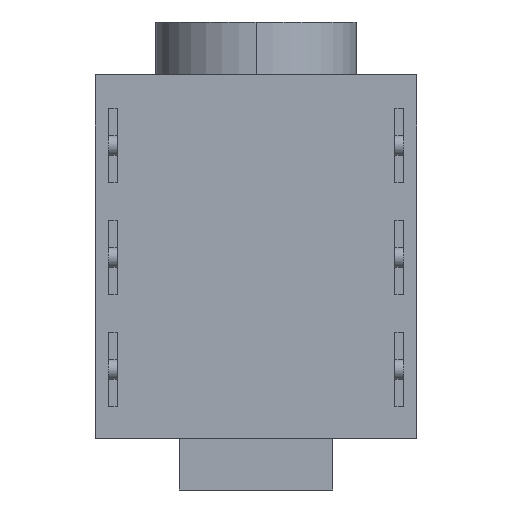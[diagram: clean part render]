
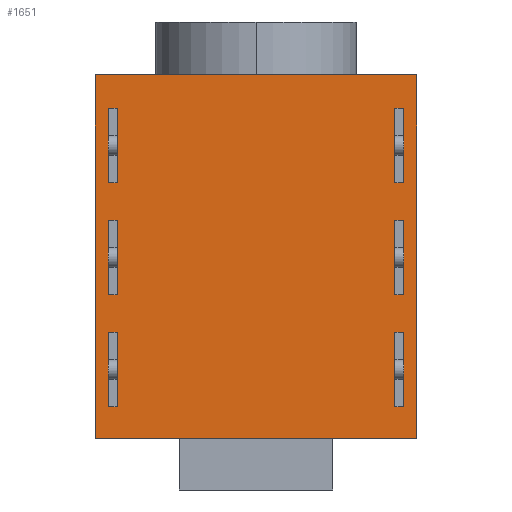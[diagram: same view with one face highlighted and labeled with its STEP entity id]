
A CAD part, front view. The second image highlights one B-rep face of the part: STEP entity #1651.
In plain terms, the highlighted planar face has unit normal (0, -1, 0).
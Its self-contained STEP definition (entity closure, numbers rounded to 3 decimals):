
#230=DIRECTION('',(1.,0.,0.));
#231=VECTOR('',#230,18.2);
#232=CARTESIAN_POINT('',(-9.1,0.22,0.));
#233=LINE('',#232,#231);
#328=DIRECTION('',(0.,0.,-1.));
#329=VECTOR('',#328,20.61);
#330=CARTESIAN_POINT('',(9.1,0.22,0.));
#331=LINE('',#330,#329);
#360=DIRECTION('',(0.,0.,-1.));
#361=VECTOR('',#360,20.61);
#362=CARTESIAN_POINT('',(-9.1,0.22,0.));
#363=LINE('',#362,#361);
#364=DIRECTION('',(0.,0.,-1.));
#365=VECTOR('',#364,4.2);
#366=CARTESIAN_POINT('',(7.865,0.22,-1.9));
#367=LINE('',#366,#365);
#368=DIRECTION('',(1.,0.,0.));
#369=VECTOR('',#368,0.5);
#370=CARTESIAN_POINT('',(7.865,0.22,-6.1));
#371=LINE('',#370,#369);
#372=DIRECTION('',(0.,0.,1.));
#373=VECTOR('',#372,4.2);
#374=CARTESIAN_POINT('',(8.365,0.22,-6.1));
#375=LINE('',#374,#373);
#376=DIRECTION('',(-1.,0.,0.));
#377=VECTOR('',#376,0.5);
#378=CARTESIAN_POINT('',(8.365,0.22,-1.9));
#379=LINE('',#378,#377);
#380=DIRECTION('',(0.,0.,-1.));
#381=VECTOR('',#380,4.2);
#382=CARTESIAN_POINT('',(7.865,0.22,-8.25));
#383=LINE('',#382,#381);
#384=DIRECTION('',(1.,0.,0.));
#385=VECTOR('',#384,0.5);
#386=CARTESIAN_POINT('',(7.865,0.22,-12.45));
#387=LINE('',#386,#385);
#388=DIRECTION('',(0.,0.,1.));
#389=VECTOR('',#388,4.2);
#390=CARTESIAN_POINT('',(8.365,0.22,-12.45));
#391=LINE('',#390,#389);
#392=DIRECTION('',(-1.,0.,0.));
#393=VECTOR('',#392,0.5);
#394=CARTESIAN_POINT('',(8.365,0.22,-8.25));
#395=LINE('',#394,#393);
#396=DIRECTION('',(0.,0.,-1.));
#397=VECTOR('',#396,4.2);
#398=CARTESIAN_POINT('',(7.865,0.22,-14.6));
#399=LINE('',#398,#397);
#400=DIRECTION('',(1.,0.,0.));
#401=VECTOR('',#400,0.5);
#402=CARTESIAN_POINT('',(7.865,0.22,-18.8));
#403=LINE('',#402,#401);
#404=DIRECTION('',(0.,0.,1.));
#405=VECTOR('',#404,4.2);
#406=CARTESIAN_POINT('',(8.365,0.22,-18.8));
#407=LINE('',#406,#405);
#408=DIRECTION('',(-1.,0.,0.));
#409=VECTOR('',#408,0.5);
#410=CARTESIAN_POINT('',(8.365,0.22,-14.6));
#411=LINE('',#410,#409);
#412=DIRECTION('',(-1.,0.,0.));
#413=VECTOR('',#412,0.5);
#414=CARTESIAN_POINT('',(-7.865,0.22,-1.9));
#415=LINE('',#414,#413);
#416=DIRECTION('',(0.,0.,-1.));
#417=VECTOR('',#416,4.2);
#418=CARTESIAN_POINT('',(-8.365,0.22,-1.9));
#419=LINE('',#418,#417);
#420=DIRECTION('',(1.,0.,0.));
#421=VECTOR('',#420,0.5);
#422=CARTESIAN_POINT('',(-8.365,0.22,-6.1));
#423=LINE('',#422,#421);
#424=DIRECTION('',(0.,0.,1.));
#425=VECTOR('',#424,4.2);
#426=CARTESIAN_POINT('',(-7.865,0.22,-6.1));
#427=LINE('',#426,#425);
#428=DIRECTION('',(-1.,0.,0.));
#429=VECTOR('',#428,0.5);
#430=CARTESIAN_POINT('',(-7.865,0.22,-8.25));
#431=LINE('',#430,#429);
#432=DIRECTION('',(0.,0.,-1.));
#433=VECTOR('',#432,4.2);
#434=CARTESIAN_POINT('',(-8.365,0.22,-8.25));
#435=LINE('',#434,#433);
#436=DIRECTION('',(1.,0.,0.));
#437=VECTOR('',#436,0.5);
#438=CARTESIAN_POINT('',(-8.365,0.22,-12.45));
#439=LINE('',#438,#437);
#440=DIRECTION('',(0.,0.,1.));
#441=VECTOR('',#440,4.2);
#442=CARTESIAN_POINT('',(-7.865,0.22,-12.45));
#443=LINE('',#442,#441);
#444=DIRECTION('',(-1.,0.,0.));
#445=VECTOR('',#444,0.5);
#446=CARTESIAN_POINT('',(-7.865,0.22,-14.6));
#447=LINE('',#446,#445);
#448=DIRECTION('',(0.,0.,-1.));
#449=VECTOR('',#448,4.2);
#450=CARTESIAN_POINT('',(-8.365,0.22,-14.6));
#451=LINE('',#450,#449);
#452=DIRECTION('',(1.,0.,0.));
#453=VECTOR('',#452,0.5);
#454=CARTESIAN_POINT('',(-8.365,0.22,-18.8));
#455=LINE('',#454,#453);
#456=DIRECTION('',(0.,0.,1.));
#457=VECTOR('',#456,4.2);
#458=CARTESIAN_POINT('',(-7.865,0.22,-18.8));
#459=LINE('',#458,#457);
#510=DIRECTION('',(1.,0.,0.));
#511=VECTOR('',#510,18.2);
#512=CARTESIAN_POINT('',(-9.1,0.22,-20.61));
#513=LINE('',#512,#511);
#1074=CARTESIAN_POINT('',(9.1,0.22,0.));
#1076=VERTEX_POINT('',#1074);
#1079=CARTESIAN_POINT('',(-9.1,0.22,0.));
#1081=VERTEX_POINT('',#1079);
#1082=CARTESIAN_POINT('',(9.1,0.22,-20.61));
#1084=VERTEX_POINT('',#1082);
#1087=CARTESIAN_POINT('',(-9.1,0.22,-20.61));
#1089=VERTEX_POINT('',#1087);
#1152=CARTESIAN_POINT('',(7.865,0.22,-1.9));
#1153=CARTESIAN_POINT('',(7.865,0.22,-6.1));
#1154=VERTEX_POINT('',#1152);
#1155=VERTEX_POINT('',#1153);
#1156=CARTESIAN_POINT('',(8.365,0.22,-6.1));
#1157=VERTEX_POINT('',#1156);
#1158=CARTESIAN_POINT('',(8.365,0.22,-1.9));
#1159=VERTEX_POINT('',#1158);
#1160=CARTESIAN_POINT('',(7.865,0.22,-8.25));
#1161=CARTESIAN_POINT('',(7.865,0.22,-12.45));
#1162=VERTEX_POINT('',#1160);
#1163=VERTEX_POINT('',#1161);
#1164=CARTESIAN_POINT('',(8.365,0.22,-12.45));
#1165=VERTEX_POINT('',#1164);
#1166=CARTESIAN_POINT('',(8.365,0.22,-8.25));
#1167=VERTEX_POINT('',#1166);
#1168=CARTESIAN_POINT('',(7.865,0.22,-14.6));
#1169=CARTESIAN_POINT('',(7.865,0.22,-18.8));
#1170=VERTEX_POINT('',#1168);
#1171=VERTEX_POINT('',#1169);
#1172=CARTESIAN_POINT('',(8.365,0.22,-18.8));
#1173=VERTEX_POINT('',#1172);
#1174=CARTESIAN_POINT('',(8.365,0.22,-14.6));
#1175=VERTEX_POINT('',#1174);
#1176=CARTESIAN_POINT('',(-7.865,0.22,-1.9));
#1177=CARTESIAN_POINT('',(-8.365,0.22,-1.9));
#1178=VERTEX_POINT('',#1176);
#1179=VERTEX_POINT('',#1177);
#1180=CARTESIAN_POINT('',(-8.365,0.22,-6.1));
#1181=VERTEX_POINT('',#1180);
#1182=CARTESIAN_POINT('',(-7.865,0.22,-6.1));
#1183=VERTEX_POINT('',#1182);
#1184=CARTESIAN_POINT('',(-7.865,0.22,-8.25));
#1185=CARTESIAN_POINT('',(-8.365,0.22,-8.25));
#1186=VERTEX_POINT('',#1184);
#1187=VERTEX_POINT('',#1185);
#1188=CARTESIAN_POINT('',(-8.365,0.22,-12.45));
#1189=VERTEX_POINT('',#1188);
#1190=CARTESIAN_POINT('',(-7.865,0.22,-12.45));
#1191=VERTEX_POINT('',#1190);
#1192=CARTESIAN_POINT('',(-7.865,0.22,-14.6));
#1193=CARTESIAN_POINT('',(-8.365,0.22,-14.6));
#1194=VERTEX_POINT('',#1192);
#1195=VERTEX_POINT('',#1193);
#1196=CARTESIAN_POINT('',(-8.365,0.22,-18.8));
#1197=VERTEX_POINT('',#1196);
#1198=CARTESIAN_POINT('',(-7.865,0.22,-18.8));
#1199=VERTEX_POINT('',#1198);
#1579=CARTESIAN_POINT('',(-9.1,0.22,0.));
#1580=DIRECTION('',(0.,-1.,0.));
#1581=DIRECTION('',(1.,0.,0.));
#1582=AXIS2_PLACEMENT_3D('',#1579,#1580,#1581);
#1583=PLANE('',#1582);
#1584=ORIENTED_EDGE('',*,*,#1359,.T.);
#1585=ORIENTED_EDGE('',*,*,#1476,.T.);
#1587=ORIENTED_EDGE('',*,*,#1586,.F.);
#1588=ORIENTED_EDGE('',*,*,#1571,.F.);
#1589=EDGE_LOOP('',(#1584,#1585,#1587,#1588));
#1590=FACE_OUTER_BOUND('',#1589,.F.);
#1592=ORIENTED_EDGE('',*,*,#1591,.T.);
#1594=ORIENTED_EDGE('',*,*,#1593,.T.);
#1596=ORIENTED_EDGE('',*,*,#1595,.T.);
#1598=ORIENTED_EDGE('',*,*,#1597,.T.);
#1599=EDGE_LOOP('',(#1592,#1594,#1596,#1598));
#1600=FACE_BOUND('',#1599,.F.);
#1602=ORIENTED_EDGE('',*,*,#1601,.T.);
#1604=ORIENTED_EDGE('',*,*,#1603,.T.);
#1606=ORIENTED_EDGE('',*,*,#1605,.T.);
#1608=ORIENTED_EDGE('',*,*,#1607,.T.);
#1609=EDGE_LOOP('',(#1602,#1604,#1606,#1608));
#1610=FACE_BOUND('',#1609,.F.);
#1612=ORIENTED_EDGE('',*,*,#1611,.T.);
#1614=ORIENTED_EDGE('',*,*,#1613,.T.);
#1616=ORIENTED_EDGE('',*,*,#1615,.T.);
#1618=ORIENTED_EDGE('',*,*,#1617,.T.);
#1619=EDGE_LOOP('',(#1612,#1614,#1616,#1618));
#1620=FACE_BOUND('',#1619,.F.);
#1622=ORIENTED_EDGE('',*,*,#1621,.T.);
#1624=ORIENTED_EDGE('',*,*,#1623,.T.);
#1626=ORIENTED_EDGE('',*,*,#1625,.T.);
#1628=ORIENTED_EDGE('',*,*,#1627,.T.);
#1629=EDGE_LOOP('',(#1622,#1624,#1626,#1628));
#1630=FACE_BOUND('',#1629,.F.);
#1632=ORIENTED_EDGE('',*,*,#1631,.T.);
#1634=ORIENTED_EDGE('',*,*,#1633,.T.);
#1636=ORIENTED_EDGE('',*,*,#1635,.T.);
#1638=ORIENTED_EDGE('',*,*,#1637,.T.);
#1639=EDGE_LOOP('',(#1632,#1634,#1636,#1638));
#1640=FACE_BOUND('',#1639,.F.);
#1642=ORIENTED_EDGE('',*,*,#1641,.T.);
#1644=ORIENTED_EDGE('',*,*,#1643,.T.);
#1646=ORIENTED_EDGE('',*,*,#1645,.T.);
#1648=ORIENTED_EDGE('',*,*,#1647,.T.);
#1649=EDGE_LOOP('',(#1642,#1644,#1646,#1648));
#1650=FACE_BOUND('',#1649,.F.);
#1359=EDGE_CURVE('',#1081,#1076,#233,.T.);
#1476=EDGE_CURVE('',#1076,#1084,#331,.T.);
#1571=EDGE_CURVE('',#1081,#1089,#363,.T.);
#1586=EDGE_CURVE('',#1089,#1084,#513,.T.);
#1591=EDGE_CURVE('',#1154,#1155,#367,.T.);
#1593=EDGE_CURVE('',#1155,#1157,#371,.T.);
#1595=EDGE_CURVE('',#1157,#1159,#375,.T.);
#1597=EDGE_CURVE('',#1159,#1154,#379,.T.);
#1601=EDGE_CURVE('',#1162,#1163,#383,.T.);
#1603=EDGE_CURVE('',#1163,#1165,#387,.T.);
#1605=EDGE_CURVE('',#1165,#1167,#391,.T.);
#1607=EDGE_CURVE('',#1167,#1162,#395,.T.);
#1611=EDGE_CURVE('',#1170,#1171,#399,.T.);
#1613=EDGE_CURVE('',#1171,#1173,#403,.T.);
#1615=EDGE_CURVE('',#1173,#1175,#407,.T.);
#1617=EDGE_CURVE('',#1175,#1170,#411,.T.);
#1621=EDGE_CURVE('',#1178,#1179,#415,.T.);
#1623=EDGE_CURVE('',#1179,#1181,#419,.T.);
#1625=EDGE_CURVE('',#1181,#1183,#423,.T.);
#1627=EDGE_CURVE('',#1183,#1178,#427,.T.);
#1631=EDGE_CURVE('',#1186,#1187,#431,.T.);
#1633=EDGE_CURVE('',#1187,#1189,#435,.T.);
#1635=EDGE_CURVE('',#1189,#1191,#439,.T.);
#1637=EDGE_CURVE('',#1191,#1186,#443,.T.);
#1641=EDGE_CURVE('',#1194,#1195,#447,.T.);
#1643=EDGE_CURVE('',#1195,#1197,#451,.T.);
#1645=EDGE_CURVE('',#1197,#1199,#455,.T.);
#1647=EDGE_CURVE('',#1199,#1194,#459,.T.);
#1651=ADVANCED_FACE('',(#1590,#1600,#1610,#1620,#1630,#1640,#1650),#1583,.T.);
